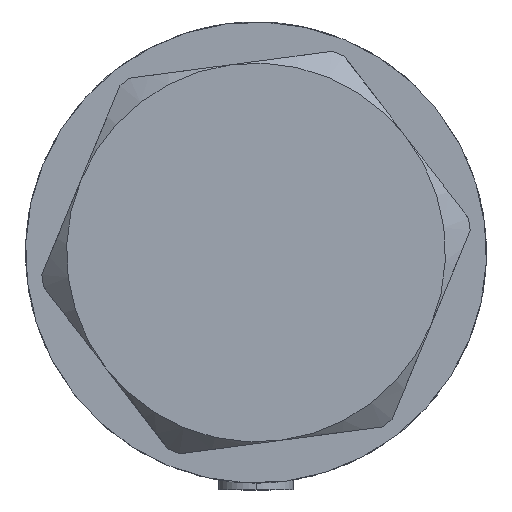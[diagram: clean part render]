
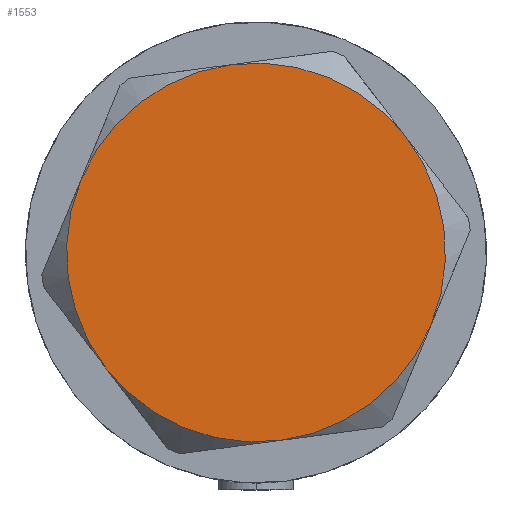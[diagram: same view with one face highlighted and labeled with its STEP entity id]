
A CAD part, left-side view. The second image highlights one B-rep face of the part: STEP entity #1553.
In plain terms, the highlighted face is planar.
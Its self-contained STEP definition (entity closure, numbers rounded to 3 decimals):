
#131 = DIRECTION ( 'NONE',  ( 0., 0., 1. ) ) ;
#237 = AXIS2_PLACEMENT_3D ( 'NONE', #4450, #131, #1649 ) ;
#238 = CARTESIAN_POINT ( 'NONE',  ( 30., 0., 14.5 ) ) ;
#319 = DIRECTION ( 'NONE',  ( 0., 0., 1. ) ) ;
#389 = AXIS2_PLACEMENT_3D ( 'NONE', #1022, #2449, #636 ) ;
#444 = ORIENTED_EDGE ( 'NONE', *, *, #3350, .T. ) ;
#453 = DIRECTION ( 'NONE',  ( 0., 0., 1. ) ) ;
#519 = ORIENTED_EDGE ( 'NONE', *, *, #671, .T. ) ;
#549 = EDGE_CURVE ( 'NONE', #3963, #831, #3381, .T. ) ;
#636 = DIRECTION ( 'NONE',  ( 1., 0., 0. ) ) ;
#671 = EDGE_CURVE ( 'NONE', #4021, #4462, #4480, .T. ) ;
#788 = EDGE_LOOP ( 'NONE', ( #4466, #444, #519, #2793, #3384, #3851 ) ) ;
#831 = VERTEX_POINT ( 'NONE', #3339 ) ;
#869 = AXIS2_PLACEMENT_3D ( 'NONE', #4390, #3965, #3945 ) ;
#1022 = CARTESIAN_POINT ( 'NONE',  ( 0., 0., 14.5 ) ) ;
#1081 = CIRCLE ( 'NONE', #1612, 30. ) ;
#1453 = CARTESIAN_POINT ( 'NONE',  ( 0., 0., 14.5 ) ) ;
#1553 = ADVANCED_FACE ( 'NONE', ( #3186 ), #2868, .T. ) ;
#1612 = AXIS2_PLACEMENT_3D ( 'NONE', #3440, #3464, #2662 ) ;
#1649 = DIRECTION ( 'NONE',  ( 1., 0., 0. ) ) ;
#1860 = EDGE_CURVE ( 'NONE', #4462, #3963, #1081, .T. ) ;
#1965 = CARTESIAN_POINT ( 'NONE',  ( -15., 25.981, 14.5 ) ) ;
#2085 = CARTESIAN_POINT ( 'NONE',  ( 15., -25.981, 14.5 ) ) ;
#2178 = CARTESIAN_POINT ( 'NONE',  ( 0., 0., 14.5 ) ) ;
#2193 = VERTEX_POINT ( 'NONE', #238 ) ;
#2225 = DIRECTION ( 'NONE',  ( 1., 0., 0. ) ) ;
#2262 = EDGE_CURVE ( 'NONE', #3139, #2193, #3468, .T. ) ;
#2282 = CARTESIAN_POINT ( 'NONE',  ( 15., 25.981, 14.5 ) ) ;
#2318 = AXIS2_PLACEMENT_3D ( 'NONE', #1453, #2928, #3653 ) ;
#2418 = DIRECTION ( 'NONE',  ( 1., 0., 0. ) ) ;
#2445 = AXIS2_PLACEMENT_3D ( 'NONE', #4648, #319, #2418 ) ;
#2449 = DIRECTION ( 'NONE',  ( 0., 0., 1. ) ) ;
#2662 = DIRECTION ( 'NONE',  ( 1., 0., 0. ) ) ;
#2793 = ORIENTED_EDGE ( 'NONE', *, *, #1860, .T. ) ;
#2868 = PLANE ( 'NONE',  #389 ) ;
#2928 = DIRECTION ( 'NONE',  ( 0., 0., 1. ) ) ;
#3084 = EDGE_CURVE ( 'NONE', #831, #3139, #3858, .T. ) ;
#3139 = VERTEX_POINT ( 'NONE', #2085 ) ;
#3186 = FACE_OUTER_BOUND ( 'NONE', #788, .T. ) ;
#3339 = CARTESIAN_POINT ( 'NONE',  ( -15., -25.981, 14.5 ) ) ;
#3350 = EDGE_CURVE ( 'NONE', #2193, #4021, #4257, .T. ) ;
#3381 = CIRCLE ( 'NONE', #2445, 30. ) ;
#3384 = ORIENTED_EDGE ( 'NONE', *, *, #549, .T. ) ;
#3440 = CARTESIAN_POINT ( 'NONE',  ( 0., 0., 14.5 ) ) ;
#3464 = DIRECTION ( 'NONE',  ( 0., 0., 1. ) ) ;
#3468 = CIRCLE ( 'NONE', #237, 30. ) ;
#3653 = DIRECTION ( 'NONE',  ( 1., 0., 0. ) ) ;
#3851 = ORIENTED_EDGE ( 'NONE', *, *, #3084, .T. ) ;
#3858 = CIRCLE ( 'NONE', #2318, 30. ) ;
#3945 = DIRECTION ( 'NONE',  ( 1., 0., 0. ) ) ;
#3963 = VERTEX_POINT ( 'NONE', #4106 ) ;
#3965 = DIRECTION ( 'NONE',  ( 0., 0., 1. ) ) ;
#4021 = VERTEX_POINT ( 'NONE', #2282 ) ;
#4106 = CARTESIAN_POINT ( 'NONE',  ( -30., 0., 14.5 ) ) ;
#4257 = CIRCLE ( 'NONE', #869, 30. ) ;
#4390 = CARTESIAN_POINT ( 'NONE',  ( 0., 0., 14.5 ) ) ;
#4401 = AXIS2_PLACEMENT_3D ( 'NONE', #2178, #453, #2225 ) ;
#4450 = CARTESIAN_POINT ( 'NONE',  ( 0., 0., 14.5 ) ) ;
#4462 = VERTEX_POINT ( 'NONE', #1965 ) ;
#4466 = ORIENTED_EDGE ( 'NONE', *, *, #2262, .T. ) ;
#4480 = CIRCLE ( 'NONE', #4401, 30. ) ;
#4648 = CARTESIAN_POINT ( 'NONE',  ( 0., 0., 14.5 ) ) ;
